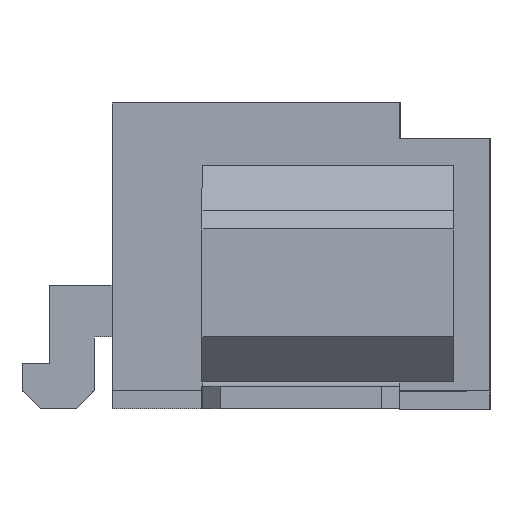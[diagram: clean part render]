
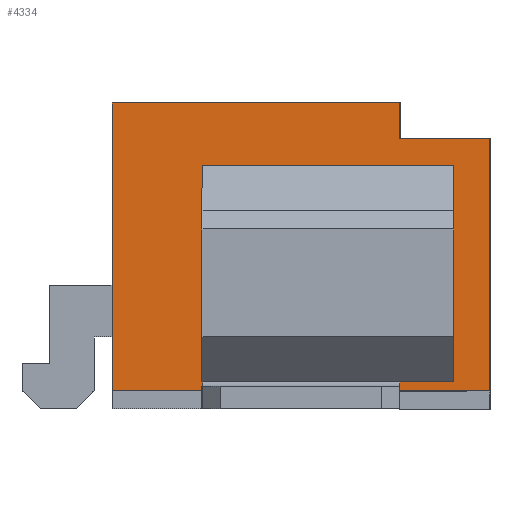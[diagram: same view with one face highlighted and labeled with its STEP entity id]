
A CAD part, left-side view. The second image highlights one B-rep face of the part: STEP entity #4334.
In plain terms, the highlighted planar face has unit normal (-1, 0, 0).
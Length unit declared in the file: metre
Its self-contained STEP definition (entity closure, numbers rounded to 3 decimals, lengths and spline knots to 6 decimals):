
#1210=ORIENTED_EDGE('',*,*,#1346,.F.);
#1211=ORIENTED_EDGE('',*,*,#1784,.F.);
#1212=ORIENTED_EDGE('',*,*,#1775,.T.);
#1213=ORIENTED_EDGE('',*,*,#1782,.T.);
#1214=ORIENTED_EDGE('',*,*,#1824,.F.);
#1215=ORIENTED_EDGE('',*,*,#1810,.T.);
#1216=ORIENTED_EDGE('',*,*,#1912,.F.);
#1217=ORIENTED_EDGE('',*,*,#1907,.F.);
#1218=ORIENTED_EDGE('',*,*,#1917,.F.);
#1219=ORIENTED_EDGE('',*,*,#1915,.F.);
#1346=EDGE_CURVE('',#1934,#1928,#2324,.T.);
#1775=EDGE_CURVE('',#2242,#2241,#2741,.T.);
#1782=EDGE_CURVE('',#2241,#1928,#2748,.T.);
#1784=EDGE_CURVE('',#2242,#1934,#2750,.T.);
#1810=EDGE_CURVE('',#2255,#2258,#2776,.T.);
#1824=EDGE_CURVE('',#2255,#2263,#2790,.T.);
#1907=EDGE_CURVE('',#2315,#2316,#2869,.T.);
#1912=EDGE_CURVE('',#2316,#2258,#2874,.T.);
#1915=EDGE_CURVE('',#2263,#2317,#2877,.T.);
#1917=EDGE_CURVE('',#2317,#2315,#2879,.T.);
#1928=VERTEX_POINT('',#6392);
#1934=VERTEX_POINT('',#6403);
#2241=VERTEX_POINT('',#7286);
#2242=VERTEX_POINT('',#7288);
#2255=VERTEX_POINT('',#7347);
#2258=VERTEX_POINT('',#7353);
#2263=VERTEX_POINT('',#7376);
#2315=VERTEX_POINT('',#7543);
#2316=VERTEX_POINT('',#7544);
#2317=VERTEX_POINT('',#7555);
#2324=LINE('',#6404,#2896);
#2741=LINE('',#7287,#3313);
#2748=LINE('',#7299,#3320);
#2750=LINE('',#7302,#3322);
#2776=LINE('',#7354,#3348);
#2790=LINE('',#7378,#3362);
#2869=LINE('',#7542,#3441);
#2874=LINE('',#7550,#3446);
#2877=LINE('',#7554,#3449);
#2879=LINE('',#7558,#3451);
#2896=VECTOR('',#5361,1.);
#3313=VECTOR('',#6096,1.);
#3320=VECTOR('',#6107,1.);
#3322=VECTOR('',#6111,1.);
#3348=VECTOR('',#6161,1.);
#3362=VECTOR('',#6185,1.);
#3441=VECTOR('',#6332,1.);
#3446=VECTOR('',#6339,1.);
#3449=VECTOR('',#6344,1.);
#3451=VECTOR('',#6348,1.);
#3677=EDGE_LOOP('',(#1210,#1211,#1212,#1213));
#3678=EDGE_LOOP('',(#1214,#1215,#1216,#1217,#1218,#1219));
#3909=FACE_BOUND('',#3677,.T.);
#3910=FACE_BOUND('',#3678,.T.);
#4122=PLANE('',#5335);
#4334=ADVANCED_FACE('',(#3909,#3910),#4122,.F.);
#5335=AXIS2_PLACEMENT_3D('',#7557,#6346,#6347);
#5361=DIRECTION('',(0.,0.,-1.));
#6096=DIRECTION('',(0.,0.,-1.));
#6107=DIRECTION('',(0.,1.,0.));
#6111=DIRECTION('',(0.,1.,0.));
#6161=DIRECTION('',(0.,0.,1.));
#6185=DIRECTION('',(0.,-1.,0.));
#6332=DIRECTION('',(0.,0.,1.));
#6339=DIRECTION('',(0.,-1.,0.));
#6344=DIRECTION('',(0.,0.,-1.));
#6346=DIRECTION('',(1.,0.,0.));
#6347=DIRECTION('',(0.,1.,0.));
#6348=DIRECTION('',(0.,1.,0.));
#6392=CARTESIAN_POINT('',(-0.004625,0.0042,0.0001));
#6403=CARTESIAN_POINT('',(-0.004625,0.0042,0.0025));
#6404=CARTESIAN_POINT('',(-0.004625,0.0042,0.0025));
#7286=CARTESIAN_POINT('',(-0.004625,0.0014,0.0001));
#7287=CARTESIAN_POINT('',(-0.004625,0.0014,0.0025));
#7288=CARTESIAN_POINT('',(-0.004625,0.0014,0.0025));
#7299=CARTESIAN_POINT('',(-0.004625,0.0014,0.0001));
#7302=CARTESIAN_POINT('',(-0.004625,0.0014,0.0025));
#7347=CARTESIAN_POINT('',(-0.004625,0.002,0.0028));
#7353=CARTESIAN_POINT('',(-0.004625,0.002,0.0032));
#7354=CARTESIAN_POINT('',(-0.004625,0.002,0.0028));
#7376=CARTESIAN_POINT('',(-0.004625,0.001,0.0028));
#7378=CARTESIAN_POINT('',(-0.004625,0.002,0.0028));
#7542=CARTESIAN_POINT('',(-0.004625,0.0052,0.));
#7543=CARTESIAN_POINT('',(-0.004625,0.0052,0.));
#7544=CARTESIAN_POINT('',(-0.004625,0.0052,0.0032));
#7550=CARTESIAN_POINT('',(-0.004625,0.0052,0.0032));
#7554=CARTESIAN_POINT('',(-0.004625,0.001,0.0032));
#7555=CARTESIAN_POINT('',(-0.004625,0.001,0.));
#7557=CARTESIAN_POINT('',(-0.004625,0.,0.));
#7558=CARTESIAN_POINT('',(-0.004625,0.001,0.));
